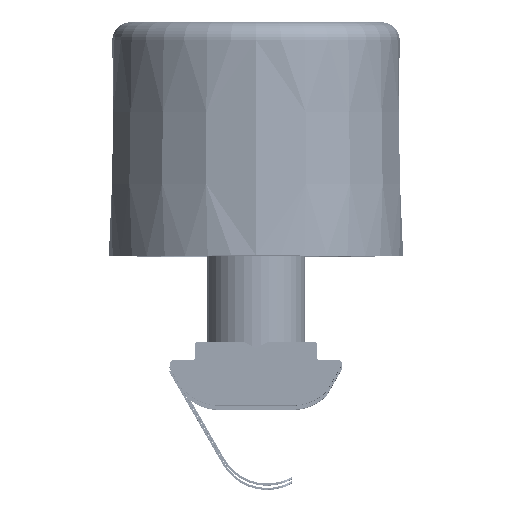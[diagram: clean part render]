
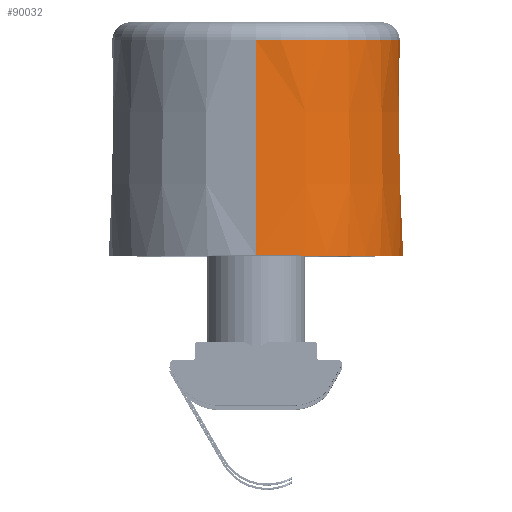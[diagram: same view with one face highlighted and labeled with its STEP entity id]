
A CAD part, top view. The second image highlights one B-rep face of the part: STEP entity #90032.
In plain terms, the highlighted conical face has half-angle 1 degrees and reference radius 12 mm.
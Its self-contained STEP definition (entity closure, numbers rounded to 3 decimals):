
#945 = CIRCLE ( 'NONE', #54291, 12. ) ;
#4341 = AXIS2_PLACEMENT_3D ( 'NONE', #54657, #104741, #24414 ) ;
#6775 = CARTESIAN_POINT ( 'NONE',  ( 8.641, 19., 8.327 ) ) ;
#7193 = CARTESIAN_POINT ( 'NONE',  ( 8.328, 2.065, 8.224 ) ) ;
#8596 = VERTEX_POINT ( 'NONE', #81868 ) ;
#9689 = EDGE_CURVE ( 'NONE', #8596, #92924, #31769, .T. ) ;
#10947 = DIRECTION ( 'NONE',  ( 0., -1., 0. ) ) ;
#15173 = CARTESIAN_POINT ( 'NONE',  ( 8.636, 18.733, 8.325 ) ) ;
#15323 = LINE ( 'NONE', #103058, #104211 ) ;
#15602 = CARTESIAN_POINT ( 'NONE',  ( 8.346, 2.19, 8.209 ) ) ;
#15745 = CARTESIAN_POINT ( 'NONE',  ( 8.641, 19., 8.327 ) ) ;
#19352 = ORIENTED_EDGE ( 'NONE', *, *, #9689, .T. ) ;
#20676 = B_SPLINE_CURVE_WITH_KNOTS ( 'NONE', 3,
 ( #73719, #98918, #48842, #107341, #57250, #7193, #65669, #15602 ),
 .UNSPECIFIED., .F., .F.,
 ( 4, 2, 2, 4 ),
 ( 0., 0., 0.001, 0.001 ),
 .UNSPECIFIED. ) ;
#22003 = LINE ( 'NONE', #79145, #63831 ) ;
#23567 = CARTESIAN_POINT ( 'NONE',  ( 8.624, 18.067, 8.32 ) ) ;
#24414 = DIRECTION ( 'NONE',  ( 0., 0., 1. ) ) ;
#24923 = VERTEX_POINT ( 'NONE', #73570 ) ;
#26556 = ORIENTED_EDGE ( 'NONE', *, *, #74303, .T. ) ;
#29126 = CARTESIAN_POINT ( 'NONE',  ( 0., 1.474, -11.694 ) ) ;
#31111 = EDGE_CURVE ( 'NONE', #84477, #105709, #945, .T. ) ;
#31769 = CIRCLE ( 'NONE', #75097, 11.694 ) ;
#31979 = CARTESIAN_POINT ( 'NONE',  ( 8.606, 17., 8.313 ) ) ;
#33847 = ORIENTED_EDGE ( 'NONE', *, *, #78471, .F. ) ;
#36120 = VERTEX_POINT ( 'NONE', #65519 ) ;
#40372 = CARTESIAN_POINT ( 'NONE',  ( 8.531, 12.734, 8.283 ) ) ;
#44549 = DIRECTION ( 'NONE',  ( 0., 1., 0. ) ) ;
#44568 = DIRECTION ( 'NONE',  ( 0., 1., -0.017 ) ) ;
#44851 = CONICAL_SURFACE ( 'NONE', #4341, 12., 0.017 ) ;
#46400 = ORIENTED_EDGE ( 'NONE', *, *, #88546, .T. ) ;
#48579 = DIRECTION ( 'NONE',  ( 0., 1., 0. ) ) ;
#48779 = CARTESIAN_POINT ( 'NONE',  ( 8.444, 7.798, 8.249 ) ) ;
#48842 = CARTESIAN_POINT ( 'NONE',  ( 8.123, 1.826, 8.422 ) ) ;
#53514 = AXIS2_PLACEMENT_3D ( 'NONE', #61012, #10947, #69419 ) ;
#54291 = AXIS2_PLACEMENT_3D ( 'NONE', #98660, #48579, #107079 ) ;
#54657 = CARTESIAN_POINT ( 'NONE',  ( 0., 19., 0. ) ) ;
#56828 = CARTESIAN_POINT ( 'NONE',  ( 8.638, 18.867, 8.326 ) ) ;
#57187 = CARTESIAN_POINT ( 'NONE',  ( 8.346, 2.19, 8.209 ) ) ;
#57250 = CARTESIAN_POINT ( 'NONE',  ( 8.275, 1.963, 8.275 ) ) ;
#61012 = CARTESIAN_POINT ( 'NONE',  ( 0., 1.797, 0. ) ) ;
#63831 = VECTOR ( 'NONE', #87520, 1000. ) ;
#65519 = CARTESIAN_POINT ( 'NONE',  ( 8.346, 2.19, 8.209 ) ) ;
#65669 = CARTESIAN_POINT ( 'NONE',  ( 8.345, 2.126, 8.209 ) ) ;
#69419 = DIRECTION ( 'NONE',  ( 0., 0., 1. ) ) ;
#69729 = FACE_OUTER_BOUND ( 'NONE', #73607, .T. ) ;
#72802 = ORIENTED_EDGE ( 'NONE', *, *, #31111, .F. ) ;
#73570 = CARTESIAN_POINT ( 'NONE',  ( 7.939, 1.797, 8.594 ) ) ;
#73607 = EDGE_LOOP ( 'NONE', ( #19352, #26556, #72802, #46400, #33847, #77224, #75989 ) ) ;
#73652 = CARTESIAN_POINT ( 'NONE',  ( 8.634, 18.6, 8.324 ) ) ;
#73719 = CARTESIAN_POINT ( 'NONE',  ( 7.939, 1.797, 8.594 ) ) ;
#73941 = B_SPLINE_CURVE_WITH_KNOTS ( 'NONE', 3,
 ( #6775, #56828, #15173, #73652, #23567, #82069, #31979, #90449, #40372, #98856, #48779, #107273, #57187 ),
 .UNSPECIFIED., .F., .F.,
 ( 4, 3, 3, 3, 4 ),
 ( 0., 0., 0.002, 0.008, 0.017 ),
 .UNSPECIFIED. ) ;
#74303 = EDGE_CURVE ( 'NONE', #92924, #105709, #15323, .T. ) ;
#75097 = AXIS2_PLACEMENT_3D ( 'NONE', #94631, #44549, #103036 ) ;
#75989 = ORIENTED_EDGE ( 'NONE', *, *, #106687, .F. ) ;
#77224 = ORIENTED_EDGE ( 'NONE', *, *, #95352, .T. ) ;
#78471 = EDGE_CURVE ( 'NONE', #24923, #36120, #20676, .T. ) ;
#79145 = CARTESIAN_POINT ( 'NONE',  ( 0., 19., 12. ) ) ;
#81868 = CARTESIAN_POINT ( 'NONE',  ( 0., 1.474, 11.694 ) ) ;
#82069 = CARTESIAN_POINT ( 'NONE',  ( 8.615, 17.534, 8.317 ) ) ;
#84477 = VERTEX_POINT ( 'NONE', #15745 ) ;
#87520 = DIRECTION ( 'NONE',  ( 0., 1., 0.017 ) ) ;
#88546 = EDGE_CURVE ( 'NONE', #84477, #36120, #73941, .T. ) ;
#90032 = ADVANCED_FACE ( 'NONE', ( #69729 ), #44851, .T. ) ;
#90449 = CARTESIAN_POINT ( 'NONE',  ( 8.568, 14.867, 8.298 ) ) ;
#92924 = VERTEX_POINT ( 'NONE', #29126 ) ;
#94631 = CARTESIAN_POINT ( 'NONE',  ( 0., 1.474, 0. ) ) ;
#95352 = EDGE_CURVE ( 'NONE', #24923, #95989, #98004, .T. ) ;
#95989 = VERTEX_POINT ( 'NONE', #103747 ) ;
#98004 = CIRCLE ( 'NONE', #53514, 11.7 ) ;
#98660 = CARTESIAN_POINT ( 'NONE',  ( 0., 19., 0. ) ) ;
#98856 = CARTESIAN_POINT ( 'NONE',  ( 8.494, 10.601, 8.268 ) ) ;
#98918 = CARTESIAN_POINT ( 'NONE',  ( 8.032, 1.797, 8.508 ) ) ;
#101730 = CARTESIAN_POINT ( 'NONE',  ( 0., 19., -12. ) ) ;
#103036 = DIRECTION ( 'NONE',  ( 0., 0., -1. ) ) ;
#103058 = CARTESIAN_POINT ( 'NONE',  ( 0., 19., -12. ) ) ;
#103747 = CARTESIAN_POINT ( 'NONE',  ( 0., 1.797, 11.7 ) ) ;
#104211 = VECTOR ( 'NONE', #44568, 1000. ) ;
#104741 = DIRECTION ( 'NONE',  ( 0., 1., 0. ) ) ;
#105709 = VERTEX_POINT ( 'NONE', #101730 ) ;
#106687 = EDGE_CURVE ( 'NONE', #8596, #95989, #22003, .T. ) ;
#107079 = DIRECTION ( 'NONE',  ( 0., 0., 1. ) ) ;
#107273 = CARTESIAN_POINT ( 'NONE',  ( 8.395, 4.994, 8.229 ) ) ;
#107341 = CARTESIAN_POINT ( 'NONE',  ( 8.24, 1.922, 8.309 ) ) ;
